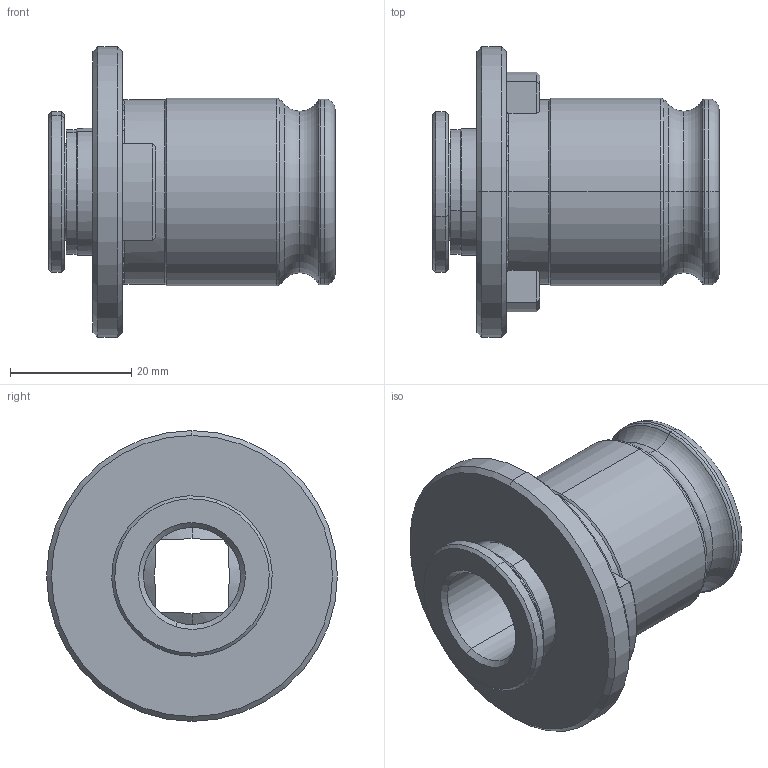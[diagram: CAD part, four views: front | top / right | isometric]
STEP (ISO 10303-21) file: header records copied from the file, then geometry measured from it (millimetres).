
FILE_DESCRIPTION (( 'STEP AP203' ), '1' );
FILE_NAME ('23-S.16.02.1612.STEP', '2019-04-16T05:41:56', ( 'Acer' ), ( '' ), 'SwSTEP 2.0', 'SolidWorks 2018', '' );
FILE_SCHEMA (( 'CONFIG_CONTROL_DESIGN' ));
Length unit declared in the file: millimetre
Products named in the file (1): 23-S.16.02.1612
Bounding box: 47.24 x 48 x 48 mm (x, y, z)
Surface area: 10128.9 mm2 (no closed solid volume)
Topology: 0 solids, 4 shells, 86 faces, 217 edges, 135 vertices
Faces by surface type: cylinder 25, plane 22, cone 20, torus 17, sphere 2
Entity records: 2774 total; most frequent: CARTESIAN_POINT 658, DIRECTION 463, ORIENTED_EDGE 389, EDGE_CURVE 212, AXIS2_PLACEMENT_3D 193, VERTEX_POINT 132, CIRCLE 106, EDGE_LOOP 93
